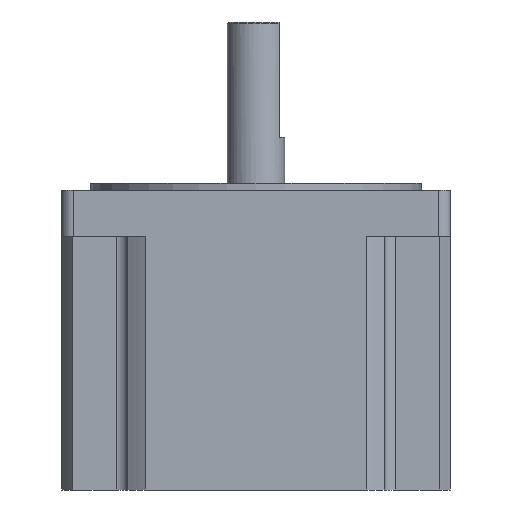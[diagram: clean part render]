
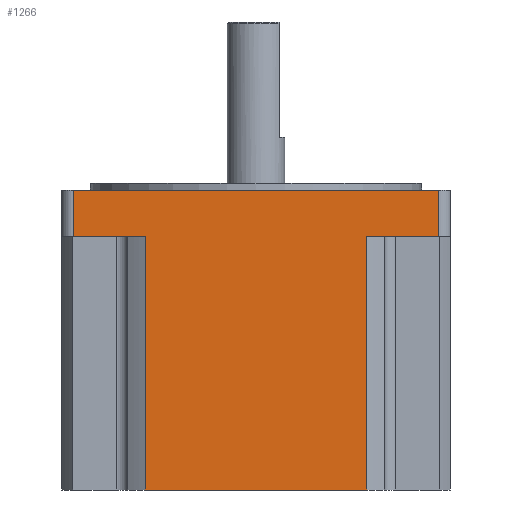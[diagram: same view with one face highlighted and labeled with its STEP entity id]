
A CAD part, front view. The second image highlights one B-rep face of the part: STEP entity #1266.
In plain terms, the highlighted planar face has unit normal (0, -1, 0).
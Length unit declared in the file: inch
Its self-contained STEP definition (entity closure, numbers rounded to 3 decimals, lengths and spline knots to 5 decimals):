
#79 = CARTESIAN_POINT ( 'NONE',  ( 0.96144, -1.685, 0. ) ) ;
#81 = DIRECTION ( 'NONE',  ( 0., 0., 1. ) ) ;
#184 = VECTOR ( 'NONE', #761, 39.37008 ) ;
#352 = CARTESIAN_POINT ( 'NONE',  ( 0.96144, -1.685, 2.2 ) ) ;
#363 = CARTESIAN_POINT ( 'NONE',  ( 1.585, -1.685, 2.2 ) ) ;
#379 = LINE ( 'NONE', #1355, #2626 ) ;
#388 = DIRECTION ( 'NONE',  ( 0., 0., 1. ) ) ;
#398 = CARTESIAN_POINT ( 'NONE',  ( 1.585, -1.685, 2.2 ) ) ;
#406 = LINE ( 'NONE', #1575, #1653 ) ;
#477 = DIRECTION ( 'NONE',  ( -1., 0., 0. ) ) ;
#498 = ORIENTED_EDGE ( 'NONE', *, *, #854, .T. ) ;
#574 = EDGE_CURVE ( 'NONE', #628, #1445, #1458, .T. ) ;
#628 = VERTEX_POINT ( 'NONE', #1384 ) ;
#682 = EDGE_CURVE ( 'NONE', #1691, #1847, #379, .T. ) ;
#714 = FACE_OUTER_BOUND ( 'NONE', #1788, .T. ) ;
#761 = DIRECTION ( 'NONE',  ( 0., 0., -1. ) ) ;
#764 = CARTESIAN_POINT ( 'NONE',  ( -1.585, -1.685, 2.6 ) ) ;
#788 = ORIENTED_EDGE ( 'NONE', *, *, #2544, .T. ) ;
#854 = EDGE_CURVE ( 'NONE', #2835, #1119, #406, .T. ) ;
#915 = EDGE_CURVE ( 'NONE', #628, #1852, #968, .T. ) ;
#968 = LINE ( 'NONE', #2147, #2601 ) ;
#984 = EDGE_CURVE ( 'NONE', #1852, #2835, #1531, .T. ) ;
#1012 = DIRECTION ( 'NONE',  ( 0., 0., -1. ) ) ;
#1013 = DIRECTION ( 'NONE',  ( 0., -1., 0. ) ) ;
#1019 = CARTESIAN_POINT ( 'NONE',  ( 1.585, -1.685, 0. ) ) ;
#1035 = AXIS2_PLACEMENT_3D ( 'NONE', #1019, #1013, #1012 ) ;
#1046 = PLANE ( 'NONE',  #1035 ) ;
#1072 = CARTESIAN_POINT ( 'NONE',  ( -0.96144, -1.685, 0. ) ) ;
#1078 = CARTESIAN_POINT ( 'NONE',  ( 1.585, -1.685, 2.6 ) ) ;
#1119 = VERTEX_POINT ( 'NONE', #1322 ) ;
#1255 = VERTEX_POINT ( 'NONE', #1078 ) ;
#1256 = DIRECTION ( 'NONE',  ( 1., 0., 0. ) ) ;
#1266 = ADVANCED_FACE ( 'NONE', ( #714 ), #1046, .T. ) ;
#1322 = CARTESIAN_POINT ( 'NONE',  ( 0.96144, -1.685, 0. ) ) ;
#1355 = CARTESIAN_POINT ( 'NONE',  ( 0.96144, -1.685, 2.2 ) ) ;
#1384 = CARTESIAN_POINT ( 'NONE',  ( -1.585, -1.685, 2.2 ) ) ;
#1417 = DIRECTION ( 'NONE',  ( 0., 0., 1. ) ) ;
#1430 = CARTESIAN_POINT ( 'NONE',  ( 1.585, -1.685, 2.6 ) ) ;
#1445 = VERTEX_POINT ( 'NONE', #764 ) ;
#1458 = LINE ( 'NONE', #1466, #2560 ) ;
#1459 = DIRECTION ( 'NONE',  ( 1., 0., 0. ) ) ;
#1466 = CARTESIAN_POINT ( 'NONE',  ( -1.585, -1.685, 2.2 ) ) ;
#1531 = LINE ( 'NONE', #2663, #184 ) ;
#1542 = ORIENTED_EDGE ( 'NONE', *, *, #915, .T. ) ;
#1575 = CARTESIAN_POINT ( 'NONE',  ( -0.96144, -1.685, 0. ) ) ;
#1625 = ORIENTED_EDGE ( 'NONE', *, *, #574, .F. ) ;
#1653 = VECTOR ( 'NONE', #1781, 39.37008 ) ;
#1683 = ORIENTED_EDGE ( 'NONE', *, *, #2718, .T. ) ;
#1691 = VERTEX_POINT ( 'NONE', #352 ) ;
#1696 = ORIENTED_EDGE ( 'NONE', *, *, #1766, .T. ) ;
#1766 = EDGE_CURVE ( 'NONE', #1119, #1691, #2145, .T. ) ;
#1781 = DIRECTION ( 'NONE',  ( 1., 0., 0. ) ) ;
#1788 = EDGE_LOOP ( 'NONE', ( #2123, #498, #1696, #1953, #1683, #788, #1625, #1542 ) ) ;
#1847 = VERTEX_POINT ( 'NONE', #398 ) ;
#1852 = VERTEX_POINT ( 'NONE', #2807 ) ;
#1909 = VECTOR ( 'NONE', #477, 39.37008 ) ;
#1953 = ORIENTED_EDGE ( 'NONE', *, *, #682, .T. ) ;
#2123 = ORIENTED_EDGE ( 'NONE', *, *, #984, .T. ) ;
#2145 = LINE ( 'NONE', #79, #2589 ) ;
#2147 = CARTESIAN_POINT ( 'NONE',  ( -1.585, -1.685, 2.2 ) ) ;
#2342 = VECTOR ( 'NONE', #388, 39.37008 ) ;
#2457 = LINE ( 'NONE', #1430, #1909 ) ;
#2544 = EDGE_CURVE ( 'NONE', #1255, #1445, #2457, .T. ) ;
#2560 = VECTOR ( 'NONE', #1417, 39.37008 ) ;
#2589 = VECTOR ( 'NONE', #81, 39.37008 ) ;
#2601 = VECTOR ( 'NONE', #1459, 39.37008 ) ;
#2626 = VECTOR ( 'NONE', #1256, 39.37008 ) ;
#2663 = CARTESIAN_POINT ( 'NONE',  ( -0.96144, -1.685, 2.2 ) ) ;
#2718 = EDGE_CURVE ( 'NONE', #1847, #1255, #2819, .T. ) ;
#2807 = CARTESIAN_POINT ( 'NONE',  ( -0.96144, -1.685, 2.2 ) ) ;
#2819 = LINE ( 'NONE', #363, #2342 ) ;
#2835 = VERTEX_POINT ( 'NONE', #1072 ) ;
